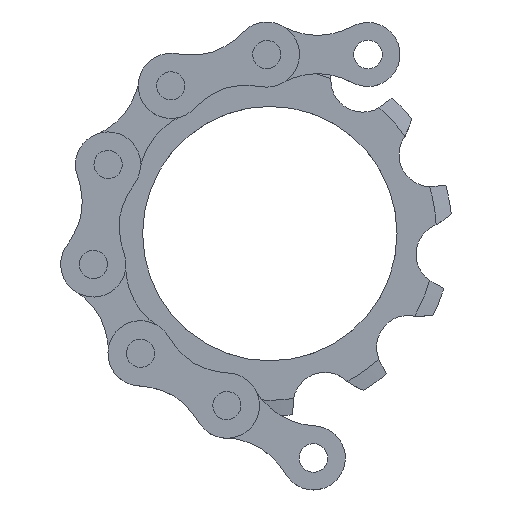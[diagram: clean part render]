
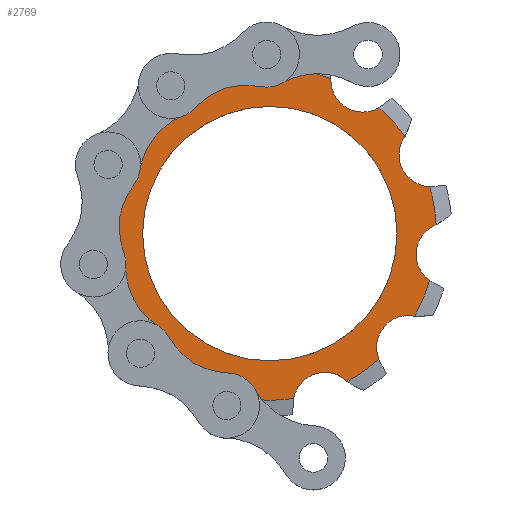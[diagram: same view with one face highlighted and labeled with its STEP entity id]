
A CAD part, top view. The second image highlights one B-rep face of the part: STEP entity #2769.
In plain terms, the highlighted planar face has unit normal (0, 0, 1).
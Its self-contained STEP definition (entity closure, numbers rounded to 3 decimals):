
#244=FACE_BOUND('',#622,.T.);
#353=PLANE('',#3140);
#469=FACE_OUTER_BOUND('',#621,.T.);
#621=EDGE_LOOP('',(#2401,#2402,#2403,#2404,#2405,#2406,#2407,#2408,#2409,
#2410,#2411,#2412,#2413,#2414,#2415,#2416,#2417,#2418,#2419,#2420,#2421,
#2422));
#622=EDGE_LOOP('',(#2423));
#728=CIRCLE('',#3031,4.);
#730=CIRCLE('',#3034,4.);
#732=CIRCLE('',#3037,4.);
#734=CIRCLE('',#3040,4.);
#736=CIRCLE('',#3043,4.);
#738=CIRCLE('',#3046,4.);
#740=CIRCLE('',#3049,4.);
#742=CIRCLE('',#3052,4.);
#744=CIRCLE('',#3055,4.);
#746=CIRCLE('',#3058,4.);
#770=CIRCLE('',#3094,4.);
#772=CIRCLE('',#3107,20.95);
#773=CIRCLE('',#3109,20.95);
#775=CIRCLE('',#3112,20.95);
#777=CIRCLE('',#3115,20.95);
#779=CIRCLE('',#3118,20.95);
#781=CIRCLE('',#3121,20.95);
#783=CIRCLE('',#3124,20.95);
#785=CIRCLE('',#3127,20.95);
#787=CIRCLE('',#3130,20.95);
#789=CIRCLE('',#3133,20.95);
#791=CIRCLE('',#3137,20.95);
#793=CIRCLE('',#3141,16.);
#1252=VERTEX_POINT('',#4378);
#1253=VERTEX_POINT('',#4383);
#1260=VERTEX_POINT('',#4407);
#1261=VERTEX_POINT('',#4412);
#1268=VERTEX_POINT('',#4436);
#1269=VERTEX_POINT('',#4441);
#1276=VERTEX_POINT('',#4465);
#1277=VERTEX_POINT('',#4470);
#1284=VERTEX_POINT('',#4494);
#1285=VERTEX_POINT('',#4499);
#1292=VERTEX_POINT('',#4523);
#1293=VERTEX_POINT('',#4528);
#1300=VERTEX_POINT('',#4552);
#1301=VERTEX_POINT('',#4557);
#1308=VERTEX_POINT('',#4581);
#1309=VERTEX_POINT('',#4586);
#1316=VERTEX_POINT('',#4610);
#1317=VERTEX_POINT('',#4615);
#1324=VERTEX_POINT('',#4639);
#1325=VERTEX_POINT('',#4644);
#1354=VERTEX_POINT('',#4833);
#1355=VERTEX_POINT('',#4838);
#1378=VERTEX_POINT('',#5110);
#1568=EDGE_CURVE('',#1253,#1252,#728,.T.);
#1576=EDGE_CURVE('',#1261,#1260,#730,.T.);
#1584=EDGE_CURVE('',#1269,#1268,#732,.T.);
#1592=EDGE_CURVE('',#1277,#1276,#734,.T.);
#1600=EDGE_CURVE('',#1285,#1284,#736,.T.);
#1608=EDGE_CURVE('',#1293,#1292,#738,.T.);
#1616=EDGE_CURVE('',#1301,#1300,#740,.T.);
#1624=EDGE_CURVE('',#1309,#1308,#742,.T.);
#1632=EDGE_CURVE('',#1317,#1316,#744,.T.);
#1640=EDGE_CURVE('',#1325,#1324,#746,.T.);
#1692=EDGE_CURVE('',#1355,#1354,#770,.T.);
#1736=EDGE_CURVE('',#1252,#1355,#772,.T.);
#1737=EDGE_CURVE('',#1354,#1325,#773,.T.);
#1740=EDGE_CURVE('',#1324,#1317,#775,.T.);
#1742=EDGE_CURVE('',#1316,#1309,#777,.T.);
#1744=EDGE_CURVE('',#1308,#1301,#779,.T.);
#1746=EDGE_CURVE('',#1300,#1293,#781,.T.);
#1748=EDGE_CURVE('',#1292,#1285,#783,.T.);
#1750=EDGE_CURVE('',#1284,#1277,#785,.T.);
#1752=EDGE_CURVE('',#1276,#1269,#787,.T.);
#1754=EDGE_CURVE('',#1268,#1261,#789,.T.);
#1758=EDGE_CURVE('',#1260,#1253,#791,.T.);
#1760=EDGE_CURVE('',#1378,#1378,#793,.T.);
#2401=ORIENTED_EDGE('',*,*,#1748,.T.);
#2402=ORIENTED_EDGE('',*,*,#1600,.T.);
#2403=ORIENTED_EDGE('',*,*,#1750,.T.);
#2404=ORIENTED_EDGE('',*,*,#1592,.T.);
#2405=ORIENTED_EDGE('',*,*,#1752,.T.);
#2406=ORIENTED_EDGE('',*,*,#1584,.T.);
#2407=ORIENTED_EDGE('',*,*,#1754,.T.);
#2408=ORIENTED_EDGE('',*,*,#1576,.T.);
#2409=ORIENTED_EDGE('',*,*,#1758,.T.);
#2410=ORIENTED_EDGE('',*,*,#1568,.T.);
#2411=ORIENTED_EDGE('',*,*,#1736,.T.);
#2412=ORIENTED_EDGE('',*,*,#1692,.T.);
#2413=ORIENTED_EDGE('',*,*,#1737,.T.);
#2414=ORIENTED_EDGE('',*,*,#1640,.T.);
#2415=ORIENTED_EDGE('',*,*,#1740,.T.);
#2416=ORIENTED_EDGE('',*,*,#1632,.T.);
#2417=ORIENTED_EDGE('',*,*,#1742,.T.);
#2418=ORIENTED_EDGE('',*,*,#1624,.T.);
#2419=ORIENTED_EDGE('',*,*,#1744,.T.);
#2420=ORIENTED_EDGE('',*,*,#1616,.T.);
#2421=ORIENTED_EDGE('',*,*,#1746,.T.);
#2422=ORIENTED_EDGE('',*,*,#1608,.T.);
#2423=ORIENTED_EDGE('',*,*,#1760,.T.);
#2769=ADVANCED_FACE('',(#469,#244),#353,.T.);
#3031=AXIS2_PLACEMENT_3D('',#4384,#3556,#3557);
#3034=AXIS2_PLACEMENT_3D('',#4413,#3564,#3565);
#3037=AXIS2_PLACEMENT_3D('',#4442,#3572,#3573);
#3040=AXIS2_PLACEMENT_3D('',#4471,#3580,#3581);
#3043=AXIS2_PLACEMENT_3D('',#4500,#3588,#3589);
#3046=AXIS2_PLACEMENT_3D('',#4529,#3596,#3597);
#3049=AXIS2_PLACEMENT_3D('',#4558,#3604,#3605);
#3052=AXIS2_PLACEMENT_3D('',#4587,#3612,#3613);
#3055=AXIS2_PLACEMENT_3D('',#4616,#3620,#3621);
#3058=AXIS2_PLACEMENT_3D('',#4645,#3628,#3629);
#3094=AXIS2_PLACEMENT_3D('',#4839,#3702,#3703);
#3107=AXIS2_PLACEMENT_3D('',#5061,#3748,#3749);
#3109=AXIS2_PLACEMENT_3D('',#5063,#3752,#3753);
#3112=AXIS2_PLACEMENT_3D('',#5073,#3758,#3759);
#3115=AXIS2_PLACEMENT_3D('',#5076,#3764,#3765);
#3118=AXIS2_PLACEMENT_3D('',#5079,#3770,#3771);
#3121=AXIS2_PLACEMENT_3D('',#5082,#3776,#3777);
#3124=AXIS2_PLACEMENT_3D('',#5085,#3782,#3783);
#3127=AXIS2_PLACEMENT_3D('',#5088,#3788,#3789);
#3130=AXIS2_PLACEMENT_3D('',#5091,#3794,#3795);
#3133=AXIS2_PLACEMENT_3D('',#5094,#3800,#3801);
#3137=AXIS2_PLACEMENT_3D('',#5106,#3810,#3811);
#3140=AXIS2_PLACEMENT_3D('',#5109,#3816,#3817);
#3141=AXIS2_PLACEMENT_3D('',#5111,#3818,#3819);
#3556=DIRECTION('center_axis',(0.,0.,-1.));
#3557=DIRECTION('ref_axis',(-1.,0.,0.));
#3564=DIRECTION('center_axis',(0.,0.,-1.));
#3565=DIRECTION('ref_axis',(-1.,0.,0.));
#3572=DIRECTION('center_axis',(0.,0.,-1.));
#3573=DIRECTION('ref_axis',(-1.,0.,0.));
#3580=DIRECTION('center_axis',(0.,0.,-1.));
#3581=DIRECTION('ref_axis',(-1.,0.,0.));
#3588=DIRECTION('center_axis',(0.,0.,-1.));
#3589=DIRECTION('ref_axis',(0.465,0.885,0.));
#3596=DIRECTION('center_axis',(0.,0.,-1.));
#3597=DIRECTION('ref_axis',(-1.,0.,0.));
#3604=DIRECTION('center_axis',(0.,0.,-1.));
#3605=DIRECTION('ref_axis',(-1.,0.,0.));
#3612=DIRECTION('center_axis',(0.,0.,-1.));
#3613=DIRECTION('ref_axis',(-1.,0.,0.));
#3620=DIRECTION('center_axis',(0.,0.,-1.));
#3621=DIRECTION('ref_axis',(-1.,0.,0.));
#3628=DIRECTION('center_axis',(0.,0.,-1.));
#3629=DIRECTION('ref_axis',(-1.,0.,0.));
#3702=DIRECTION('center_axis',(0.,0.,-1.));
#3703=DIRECTION('ref_axis',(-1.,0.,0.));
#3748=DIRECTION('center_axis',(0.,0.,1.));
#3749=DIRECTION('ref_axis',(1.,0.,0.));
#3752=DIRECTION('center_axis',(0.,0.,1.));
#3753=DIRECTION('ref_axis',(1.,0.,0.));
#3758=DIRECTION('center_axis',(0.,0.,1.));
#3759=DIRECTION('ref_axis',(1.,0.,0.));
#3764=DIRECTION('center_axis',(0.,0.,1.));
#3765=DIRECTION('ref_axis',(1.,0.,0.));
#3770=DIRECTION('center_axis',(0.,0.,1.));
#3771=DIRECTION('ref_axis',(1.,0.,0.));
#3776=DIRECTION('center_axis',(0.,0.,1.));
#3777=DIRECTION('ref_axis',(1.,0.,0.));
#3782=DIRECTION('center_axis',(0.,0.,1.));
#3783=DIRECTION('ref_axis',(1.,0.,0.));
#3788=DIRECTION('center_axis',(0.,0.,1.));
#3789=DIRECTION('ref_axis',(1.,0.,0.));
#3794=DIRECTION('center_axis',(0.,0.,1.));
#3795=DIRECTION('ref_axis',(1.,0.,0.));
#3800=DIRECTION('center_axis',(0.,0.,1.));
#3801=DIRECTION('ref_axis',(1.,0.,0.));
#3810=DIRECTION('center_axis',(0.,0.,1.));
#3811=DIRECTION('ref_axis',(1.,0.,0.));
#3816=DIRECTION('center_axis',(0.,0.,1.));
#3817=DIRECTION('ref_axis',(1.,0.,0.));
#3818=DIRECTION('center_axis',(0.,0.,-1.));
#3819=DIRECTION('ref_axis',(-1.,0.,0.));
#4378=CARTESIAN_POINT('',(-1.878,-20.866,0.8));
#4383=CARTESIAN_POINT('',(-8.695,-19.06,0.8));
#4384=CARTESIAN_POINT('Origin',(-5.77,-21.788,0.8));
#4407=CARTESIAN_POINT('',(-12.86,-16.538,0.8));
#4412=CARTESIAN_POINT('',(-17.62,-11.333,0.8));
#4413=CARTESIAN_POINT('Origin',(-16.633,-15.21,0.8));
#4436=CARTESIAN_POINT('',(-19.76,-6.96,0.8));
#4441=CARTESIAN_POINT('',(-20.95,-0.008,0.8));
#4442=CARTESIAN_POINT('Origin',(-22.216,-3.803,0.8));
#4465=CARTESIAN_POINT('',(-20.386,4.828,0.8));
#4470=CARTESIAN_POINT('',(-17.629,11.32,0.8));
#4471=CARTESIAN_POINT('Origin',(-20.745,8.812,0.8));
#4494=CARTESIAN_POINT('',(-14.54,15.083,0.8));
#4499=CARTESIAN_POINT('',(-8.71,19.053,0.8));
#4500=CARTESIAN_POINT('Origin',(-12.688,18.629,0.8));
#4523=CARTESIAN_POINT('',(-4.077,20.549,0.8));
#4528=CARTESIAN_POINT('',(2.973,20.738,0.8));
#4529=CARTESIAN_POINT('Origin',(-0.602,22.531,0.8));
#4552=CARTESIAN_POINT('',(7.68,19.491,0.8));
#4557=CARTESIAN_POINT('',(13.713,15.838,0.8));
#4558=CARTESIAN_POINT('Origin',(11.675,19.28,0.8));
#4581=CARTESIAN_POINT('',(16.999,12.245,0.8));
#4586=CARTESIAN_POINT('',(20.099,5.91,0.8));
#4587=CARTESIAN_POINT('Origin',(20.245,9.908,0.8));
#4610=CARTESIAN_POINT('',(20.921,1.111,0.8));
#4615=CARTESIAN_POINT('',(20.104,-5.894,0.8));
#4616=CARTESIAN_POINT('Origin',(22.387,-2.61,0.8));
#4639=CARTESIAN_POINT('',(18.2,-10.376,0.8));
#4644=CARTESIAN_POINT('',(13.726,-15.828,0.8));
#4645=CARTESIAN_POINT('Origin',(17.422,-14.3,0.8));
#4833=CARTESIAN_POINT('',(9.701,-18.568,0.8));
#4838=CARTESIAN_POINT('',(2.99,-20.736,0.8));
#4839=CARTESIAN_POINT('Origin',(6.926,-21.449,0.8));
#5061=CARTESIAN_POINT('Origin',(0.,0.,0.8));
#5063=CARTESIAN_POINT('Origin',(0.,0.,0.8));
#5073=CARTESIAN_POINT('Origin',(0.,0.,0.8));
#5076=CARTESIAN_POINT('Origin',(0.,0.,0.8));
#5079=CARTESIAN_POINT('Origin',(0.,0.,0.8));
#5082=CARTESIAN_POINT('Origin',(0.,0.,0.8));
#5085=CARTESIAN_POINT('Origin',(0.,0.,0.8));
#5088=CARTESIAN_POINT('Origin',(0.,0.,0.8));
#5091=CARTESIAN_POINT('Origin',(0.,0.,0.8));
#5094=CARTESIAN_POINT('Origin',(0.,0.,0.8));
#5106=CARTESIAN_POINT('Origin',(0.,0.,0.8));
#5109=CARTESIAN_POINT('Origin',(-0.015,-0.106,
0.8));
#5110=CARTESIAN_POINT('',(16.,0.,0.8));
#5111=CARTESIAN_POINT('Origin',(0.,0.,0.8));
